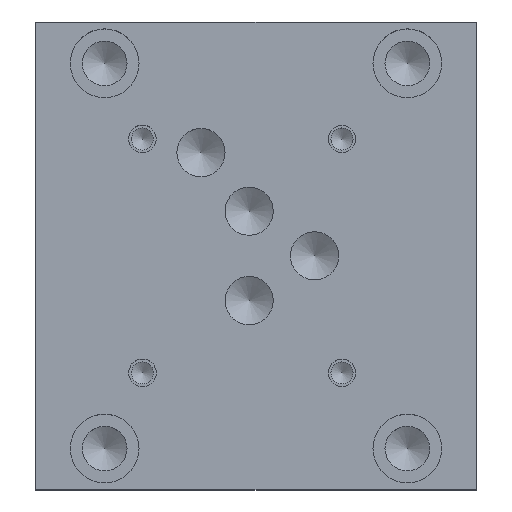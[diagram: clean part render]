
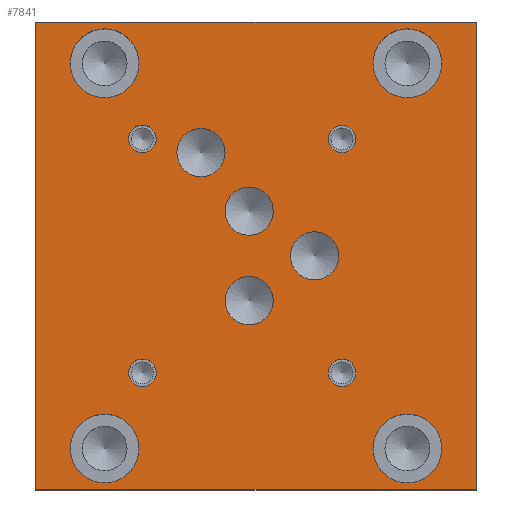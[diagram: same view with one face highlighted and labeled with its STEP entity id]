
A CAD part, top view. The second image highlights one B-rep face of the part: STEP entity #7841.
In plain terms, the highlighted planar face has unit normal (0, 0, 1).
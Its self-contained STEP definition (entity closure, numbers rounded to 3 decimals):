
#104=CIRCLE('',#8175,7.938);
#105=CIRCLE('',#8176,7.938);
#111=CIRCLE('',#8186,7.938);
#112=CIRCLE('',#8187,7.938);
#118=CIRCLE('',#8197,7.938);
#119=CIRCLE('',#8198,7.938);
#125=CIRCLE('',#8208,7.938);
#126=CIRCLE('',#8209,7.938);
#129=CIRCLE('',#8215,5.556);
#130=CIRCLE('',#8216,5.556);
#133=CIRCLE('',#8221,5.556);
#134=CIRCLE('',#8222,5.556);
#137=CIRCLE('',#8227,5.563);
#138=CIRCLE('',#8228,5.563);
#141=CIRCLE('',#8233,5.563);
#142=CIRCLE('',#8234,5.563);
#148=CIRCLE('',#8243,3.175);
#149=CIRCLE('',#8244,3.175);
#155=CIRCLE('',#8254,3.175);
#156=CIRCLE('',#8255,3.175);
#162=CIRCLE('',#8265,3.175);
#163=CIRCLE('',#8266,3.175);
#169=CIRCLE('',#8276,3.175);
#170=CIRCLE('',#8277,3.175);
#236=FACE_BOUND('',#1380,.T.);
#237=FACE_BOUND('',#1381,.T.);
#238=FACE_BOUND('',#1382,.T.);
#239=FACE_BOUND('',#1383,.T.);
#240=FACE_BOUND('',#1384,.T.);
#241=FACE_BOUND('',#1385,.T.);
#242=FACE_BOUND('',#1386,.T.);
#243=FACE_BOUND('',#1387,.T.);
#244=FACE_BOUND('',#1388,.T.);
#245=FACE_BOUND('',#1389,.T.);
#246=FACE_BOUND('',#1390,.T.);
#247=FACE_BOUND('',#1391,.T.);
#936=FACE_OUTER_BOUND('',#1379,.T.);
#1379=EDGE_LOOP('',(#6830,#6831,#6832,#6833));
#1380=EDGE_LOOP('',(#6834,#6835));
#1381=EDGE_LOOP('',(#6836,#6837));
#1382=EDGE_LOOP('',(#6838,#6839));
#1383=EDGE_LOOP('',(#6840,#6841));
#1384=EDGE_LOOP('',(#6842,#6843));
#1385=EDGE_LOOP('',(#6844,#6845));
#1386=EDGE_LOOP('',(#6846,#6847));
#1387=EDGE_LOOP('',(#6848,#6849));
#1388=EDGE_LOOP('',(#6850,#6851));
#1389=EDGE_LOOP('',(#6852,#6853));
#1390=EDGE_LOOP('',(#6854,#6855));
#1391=EDGE_LOOP('',(#6856,#6857));
#1721=LINE('',#12018,#2482);
#2156=LINE('',#13324,#2917);
#2159=LINE('',#13330,#2920);
#2162=LINE('',#13334,#2923);
#2482=VECTOR('',#8782,10.);
#2917=VECTOR('',#9887,10.);
#2920=VECTOR('',#9892,10.);
#2923=VECTOR('',#9897,10.);
#3252=VERTEX_POINT('',#12015);
#3253=VERTEX_POINT('',#12017);
#3582=VERTEX_POINT('',#13107);
#3583=VERTEX_POINT('',#13108);
#3590=VERTEX_POINT('',#13129);
#3591=VERTEX_POINT('',#13130);
#3598=VERTEX_POINT('',#13151);
#3599=VERTEX_POINT('',#13152);
#3606=VERTEX_POINT('',#13173);
#3607=VERTEX_POINT('',#13174);
#3611=VERTEX_POINT('',#13188);
#3612=VERTEX_POINT('',#13189);
#3616=VERTEX_POINT('',#13201);
#3617=VERTEX_POINT('',#13202);
#3621=VERTEX_POINT('',#13214);
#3622=VERTEX_POINT('',#13215);
#3626=VERTEX_POINT('',#13227);
#3627=VERTEX_POINT('',#13228);
#3634=VERTEX_POINT('',#13247);
#3635=VERTEX_POINT('',#13248);
#3642=VERTEX_POINT('',#13269);
#3643=VERTEX_POINT('',#13270);
#3650=VERTEX_POINT('',#13291);
#3651=VERTEX_POINT('',#13292);
#3658=VERTEX_POINT('',#13313);
#3659=VERTEX_POINT('',#13314);
#3661=VERTEX_POINT('',#13323);
#3663=VERTEX_POINT('',#13329);
#4155=EDGE_CURVE('',#3253,#3252,#1721,.T.);
#4630=EDGE_CURVE('',#3582,#3583,#104,.T.);
#4631=EDGE_CURVE('',#3583,#3582,#105,.T.);
#4640=EDGE_CURVE('',#3590,#3591,#111,.T.);
#4641=EDGE_CURVE('',#3591,#3590,#112,.T.);
#4650=EDGE_CURVE('',#3598,#3599,#118,.T.);
#4651=EDGE_CURVE('',#3599,#3598,#119,.T.);
#4660=EDGE_CURVE('',#3606,#3607,#125,.T.);
#4661=EDGE_CURVE('',#3607,#3606,#126,.T.);
#4667=EDGE_CURVE('',#3611,#3612,#129,.T.);
#4668=EDGE_CURVE('',#3612,#3611,#130,.T.);
#4673=EDGE_CURVE('',#3616,#3617,#133,.T.);
#4674=EDGE_CURVE('',#3617,#3616,#134,.T.);
#4679=EDGE_CURVE('',#3621,#3622,#137,.T.);
#4680=EDGE_CURVE('',#3622,#3621,#138,.T.);
#4685=EDGE_CURVE('',#3626,#3627,#141,.T.);
#4686=EDGE_CURVE('',#3627,#3626,#142,.T.);
#4694=EDGE_CURVE('',#3634,#3635,#148,.T.);
#4695=EDGE_CURVE('',#3635,#3634,#149,.T.);
#4704=EDGE_CURVE('',#3642,#3643,#155,.T.);
#4705=EDGE_CURVE('',#3643,#3642,#156,.T.);
#4714=EDGE_CURVE('',#3650,#3651,#162,.T.);
#4715=EDGE_CURVE('',#3651,#3650,#163,.T.);
#4724=EDGE_CURVE('',#3658,#3659,#169,.T.);
#4725=EDGE_CURVE('',#3659,#3658,#170,.T.);
#4729=EDGE_CURVE('',#3661,#3253,#2156,.T.);
#4732=EDGE_CURVE('',#3663,#3661,#2159,.T.);
#4735=EDGE_CURVE('',#3252,#3663,#2162,.T.);
#6830=ORIENTED_EDGE('',*,*,#4155,.T.);
#6831=ORIENTED_EDGE('',*,*,#4735,.T.);
#6832=ORIENTED_EDGE('',*,*,#4732,.T.);
#6833=ORIENTED_EDGE('',*,*,#4729,.T.);
#6834=ORIENTED_EDGE('',*,*,#4630,.T.);
#6835=ORIENTED_EDGE('',*,*,#4631,.T.);
#6836=ORIENTED_EDGE('',*,*,#4640,.T.);
#6837=ORIENTED_EDGE('',*,*,#4641,.T.);
#6838=ORIENTED_EDGE('',*,*,#4650,.T.);
#6839=ORIENTED_EDGE('',*,*,#4651,.T.);
#6840=ORIENTED_EDGE('',*,*,#4660,.T.);
#6841=ORIENTED_EDGE('',*,*,#4661,.T.);
#6842=ORIENTED_EDGE('',*,*,#4667,.T.);
#6843=ORIENTED_EDGE('',*,*,#4668,.T.);
#6844=ORIENTED_EDGE('',*,*,#4673,.T.);
#6845=ORIENTED_EDGE('',*,*,#4674,.T.);
#6846=ORIENTED_EDGE('',*,*,#4679,.T.);
#6847=ORIENTED_EDGE('',*,*,#4680,.T.);
#6848=ORIENTED_EDGE('',*,*,#4685,.T.);
#6849=ORIENTED_EDGE('',*,*,#4686,.T.);
#6850=ORIENTED_EDGE('',*,*,#4694,.T.);
#6851=ORIENTED_EDGE('',*,*,#4695,.T.);
#6852=ORIENTED_EDGE('',*,*,#4704,.T.);
#6853=ORIENTED_EDGE('',*,*,#4705,.T.);
#6854=ORIENTED_EDGE('',*,*,#4714,.T.);
#6855=ORIENTED_EDGE('',*,*,#4715,.T.);
#6856=ORIENTED_EDGE('',*,*,#4724,.T.);
#6857=ORIENTED_EDGE('',*,*,#4725,.T.);
#7128=PLANE('',#8283);
#7841=ADVANCED_FACE('',(#936,#236,#237,#238,#239,#240,#241,#242,#243,#244,
#245,#246,#247),#7128,.T.);
#8175=AXIS2_PLACEMENT_3D('',#13109,#9645,#9646);
#8176=AXIS2_PLACEMENT_3D('',#13110,#9647,#9648);
#8186=AXIS2_PLACEMENT_3D('',#13131,#9670,#9671);
#8187=AXIS2_PLACEMENT_3D('',#13132,#9672,#9673);
#8197=AXIS2_PLACEMENT_3D('',#13153,#9695,#9696);
#8198=AXIS2_PLACEMENT_3D('',#13154,#9697,#9698);
#8208=AXIS2_PLACEMENT_3D('',#13175,#9720,#9721);
#8209=AXIS2_PLACEMENT_3D('',#13176,#9722,#9723);
#8215=AXIS2_PLACEMENT_3D('',#13190,#9737,#9738);
#8216=AXIS2_PLACEMENT_3D('',#13191,#9739,#9740);
#8221=AXIS2_PLACEMENT_3D('',#13203,#9751,#9752);
#8222=AXIS2_PLACEMENT_3D('',#13204,#9753,#9754);
#8227=AXIS2_PLACEMENT_3D('',#13216,#9765,#9766);
#8228=AXIS2_PLACEMENT_3D('',#13217,#9767,#9768);
#8233=AXIS2_PLACEMENT_3D('',#13229,#9779,#9780);
#8234=AXIS2_PLACEMENT_3D('',#13230,#9781,#9782);
#8243=AXIS2_PLACEMENT_3D('',#13249,#9801,#9802);
#8244=AXIS2_PLACEMENT_3D('',#13250,#9803,#9804);
#8254=AXIS2_PLACEMENT_3D('',#13271,#9826,#9827);
#8255=AXIS2_PLACEMENT_3D('',#13272,#9828,#9829);
#8265=AXIS2_PLACEMENT_3D('',#13293,#9851,#9852);
#8266=AXIS2_PLACEMENT_3D('',#13294,#9853,#9854);
#8276=AXIS2_PLACEMENT_3D('',#13315,#9876,#9877);
#8277=AXIS2_PLACEMENT_3D('',#13316,#9878,#9879);
#8283=AXIS2_PLACEMENT_3D('',#13336,#9900,#9901);
#8782=DIRECTION('',(1.,0.,0.));
#9645=DIRECTION('center_axis',(0.,0.,-1.));
#9646=DIRECTION('ref_axis',(1.,0.,0.));
#9647=DIRECTION('center_axis',(0.,0.,-1.));
#9648=DIRECTION('ref_axis',(1.,0.,0.));
#9670=DIRECTION('center_axis',(0.,0.,-1.));
#9671=DIRECTION('ref_axis',(1.,0.,0.));
#9672=DIRECTION('center_axis',(0.,0.,-1.));
#9673=DIRECTION('ref_axis',(1.,0.,0.));
#9695=DIRECTION('center_axis',(0.,0.,-1.));
#9696=DIRECTION('ref_axis',(1.,0.,0.));
#9697=DIRECTION('center_axis',(0.,0.,-1.));
#9698=DIRECTION('ref_axis',(1.,0.,0.));
#9720=DIRECTION('center_axis',(0.,0.,-1.));
#9721=DIRECTION('ref_axis',(1.,0.,0.));
#9722=DIRECTION('center_axis',(0.,0.,-1.));
#9723=DIRECTION('ref_axis',(1.,0.,0.));
#9737=DIRECTION('center_axis',(0.,0.,-1.));
#9738=DIRECTION('ref_axis',(1.,0.,0.));
#9739=DIRECTION('center_axis',(0.,0.,-1.));
#9740=DIRECTION('ref_axis',(1.,0.,0.));
#9751=DIRECTION('center_axis',(0.,0.,-1.));
#9752=DIRECTION('ref_axis',(1.,0.,0.));
#9753=DIRECTION('center_axis',(0.,0.,-1.));
#9754=DIRECTION('ref_axis',(1.,0.,0.));
#9765=DIRECTION('center_axis',(0.,0.,-1.));
#9766=DIRECTION('ref_axis',(1.,0.,0.));
#9767=DIRECTION('center_axis',(0.,0.,-1.));
#9768=DIRECTION('ref_axis',(1.,0.,0.));
#9779=DIRECTION('center_axis',(0.,0.,-1.));
#9780=DIRECTION('ref_axis',(1.,0.,0.));
#9781=DIRECTION('center_axis',(0.,0.,-1.));
#9782=DIRECTION('ref_axis',(1.,0.,0.));
#9801=DIRECTION('center_axis',(0.,0.,-1.));
#9802=DIRECTION('ref_axis',(1.,0.,0.));
#9803=DIRECTION('center_axis',(0.,0.,-1.));
#9804=DIRECTION('ref_axis',(1.,0.,0.));
#9826=DIRECTION('center_axis',(0.,0.,-1.));
#9827=DIRECTION('ref_axis',(1.,0.,0.));
#9828=DIRECTION('center_axis',(0.,0.,-1.));
#9829=DIRECTION('ref_axis',(1.,0.,0.));
#9851=DIRECTION('center_axis',(0.,0.,-1.));
#9852=DIRECTION('ref_axis',(1.,0.,0.));
#9853=DIRECTION('center_axis',(0.,0.,-1.));
#9854=DIRECTION('ref_axis',(1.,0.,0.));
#9876=DIRECTION('center_axis',(0.,0.,-1.));
#9877=DIRECTION('ref_axis',(1.,0.,0.));
#9878=DIRECTION('center_axis',(0.,0.,-1.));
#9879=DIRECTION('ref_axis',(1.,0.,0.));
#9887=DIRECTION('',(0.,-1.,0.));
#9892=DIRECTION('',(-1.,0.,0.));
#9897=DIRECTION('',(0.,1.,0.));
#9900=DIRECTION('center_axis',(0.,0.,1.));
#9901=DIRECTION('ref_axis',(1.,0.,0.));
#12015=CARTESIAN_POINT('',(101.6,0.,31.75));
#12017=CARTESIAN_POINT('',(0.,0.,31.75));
#12018=CARTESIAN_POINT('',(0.,0.,31.75));
#13107=CARTESIAN_POINT('',(23.813,98.425,31.75));
#13108=CARTESIAN_POINT('',(7.938,98.425,31.75));
#13109=CARTESIAN_POINT('Origin',(15.875,98.425,31.75));
#13110=CARTESIAN_POINT('Origin',(15.875,98.425,31.75));
#13129=CARTESIAN_POINT('',(23.813,9.525,31.75));
#13130=CARTESIAN_POINT('',(7.938,9.525,31.75));
#13131=CARTESIAN_POINT('Origin',(15.875,9.525,31.75));
#13132=CARTESIAN_POINT('Origin',(15.875,9.525,31.75));
#13151=CARTESIAN_POINT('',(93.663,9.525,31.75));
#13152=CARTESIAN_POINT('',(77.788,9.525,31.75));
#13153=CARTESIAN_POINT('Origin',(85.725,9.525,31.75));
#13154=CARTESIAN_POINT('Origin',(85.725,9.525,31.75));
#13173=CARTESIAN_POINT('',(93.663,98.425,31.75));
#13174=CARTESIAN_POINT('',(77.788,98.425,31.75));
#13175=CARTESIAN_POINT('Origin',(85.725,98.425,31.75));
#13176=CARTESIAN_POINT('Origin',(85.725,98.425,31.75));
#13188=CARTESIAN_POINT('',(54.769,64.292,31.75));
#13189=CARTESIAN_POINT('',(43.656,64.292,31.75));
#13190=CARTESIAN_POINT('Origin',(49.213,64.292,31.75));
#13191=CARTESIAN_POINT('Origin',(49.213,64.292,31.75));
#13201=CARTESIAN_POINT('',(54.774,43.658,31.75));
#13202=CARTESIAN_POINT('',(43.661,43.658,31.75));
#13203=CARTESIAN_POINT('Origin',(49.218,43.658,31.75));
#13204=CARTESIAN_POINT('Origin',(49.218,43.658,31.75));
#13214=CARTESIAN_POINT('',(69.875,53.975,31.75));
#13215=CARTESIAN_POINT('',(58.75,53.975,31.75));
#13216=CARTESIAN_POINT('Origin',(64.313,53.975,31.75));
#13217=CARTESIAN_POINT('Origin',(64.313,53.975,31.75));
#13227=CARTESIAN_POINT('',(43.663,77.8,31.75));
#13228=CARTESIAN_POINT('',(32.537,77.8,31.75));
#13229=CARTESIAN_POINT('Origin',(38.1,77.8,31.75));
#13230=CARTESIAN_POINT('Origin',(38.1,77.8,31.75));
#13247=CARTESIAN_POINT('',(73.812,26.988,31.75));
#13248=CARTESIAN_POINT('',(67.462,26.988,31.75));
#13249=CARTESIAN_POINT('Origin',(70.637,26.988,31.75));
#13250=CARTESIAN_POINT('Origin',(70.637,26.988,31.75));
#13269=CARTESIAN_POINT('',(27.762,80.975,31.75));
#13270=CARTESIAN_POINT('',(21.412,80.975,31.75));
#13271=CARTESIAN_POINT('Origin',(24.587,80.975,31.75));
#13272=CARTESIAN_POINT('Origin',(24.587,80.975,31.75));
#13291=CARTESIAN_POINT('',(73.812,80.963,31.75));
#13292=CARTESIAN_POINT('',(67.462,80.963,31.75));
#13293=CARTESIAN_POINT('Origin',(70.637,80.963,31.75));
#13294=CARTESIAN_POINT('Origin',(70.637,80.963,31.75));
#13313=CARTESIAN_POINT('',(27.775,26.988,31.75));
#13314=CARTESIAN_POINT('',(21.425,26.988,31.75));
#13315=CARTESIAN_POINT('Origin',(24.6,26.988,31.75));
#13316=CARTESIAN_POINT('Origin',(24.6,26.988,31.75));
#13323=CARTESIAN_POINT('',(0.,107.95,31.75));
#13324=CARTESIAN_POINT('',(0.,107.95,31.75));
#13329=CARTESIAN_POINT('',(101.6,107.95,31.75));
#13330=CARTESIAN_POINT('',(101.6,107.95,31.75));
#13334=CARTESIAN_POINT('',(101.6,0.,31.75));
#13336=CARTESIAN_POINT('Origin',(50.8,53.975,31.75));
